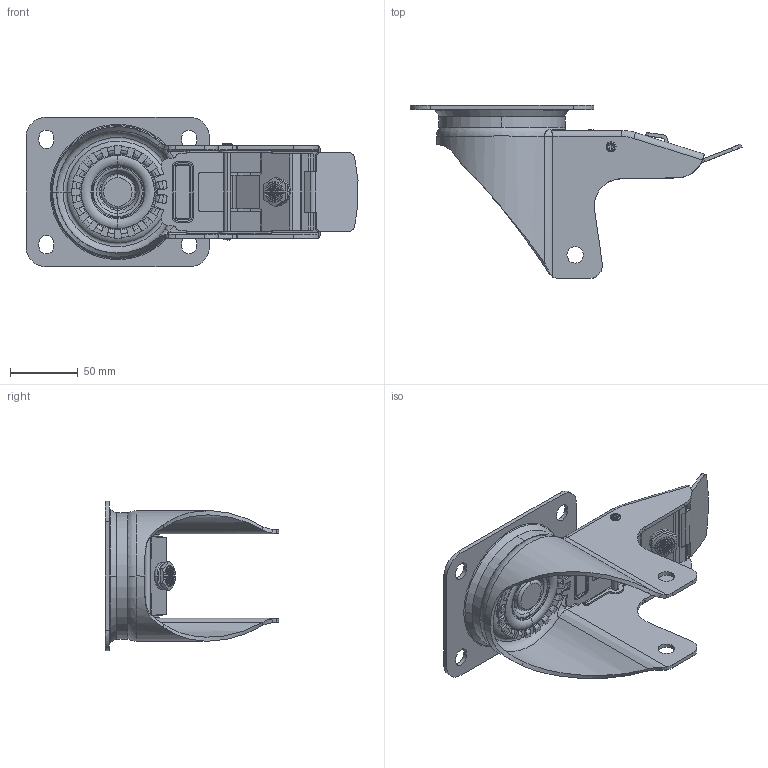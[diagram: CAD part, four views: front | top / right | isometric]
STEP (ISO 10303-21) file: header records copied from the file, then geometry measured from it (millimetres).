
FILE_DESCRIPTION (( 'STEP AP214' ), '1' );
FILE_NAME ('0055263.step', '2023-03-07T10:06:46', ( '' ), ( '' ), 'SwSTEP 2.0', 'SolidWorks 2020', '' );
FILE_SCHEMA (( 'AUTOMOTIVE_DESIGN' ));
Length unit declared in the file: millimetre
Products named in the file (1): 0055263
Bounding box: 244.14 x 127.43 x 110 mm (x, y, z)
Surface area: 114272.2 mm2 (no closed solid volume)
Topology: 0 solids, 11 shells, 529 faces, 1609 edges, 1078 vertices
Faces by surface type: plane 189, cylinder 149, torus 102, cone 40, bspline 35, sphere 14
Entity records: 28626 total; most frequent: CARTESIAN_POINT 8587, DIRECTION 3106, ORIENTED_EDGE 2715, EDGE_CURVE 1609, AXIS2_PLACEMENT_3D 1220, VERTEX_POINT 1078, CIRCLE 725, VECTOR 666
